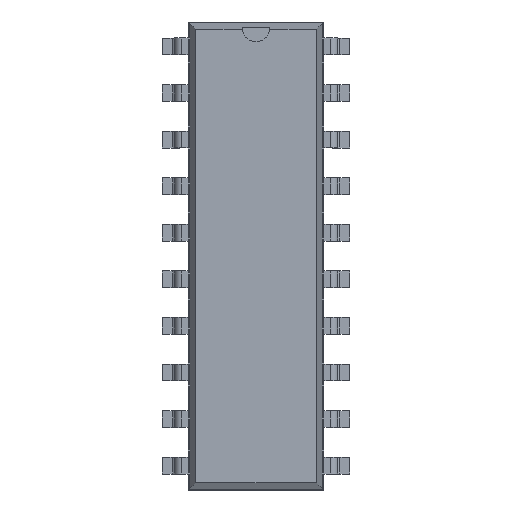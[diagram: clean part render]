
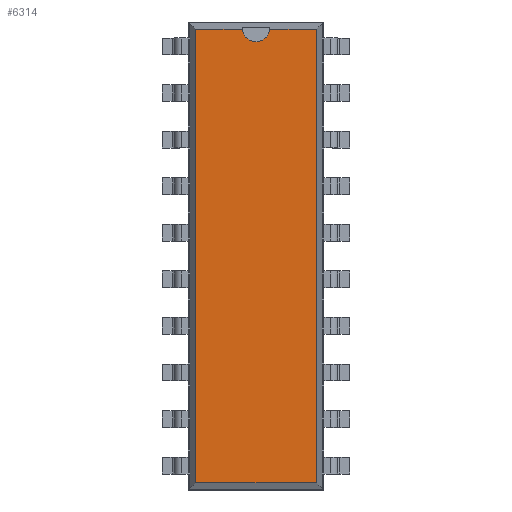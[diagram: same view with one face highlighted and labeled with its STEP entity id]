
A CAD part, top view. The second image highlights one B-rep face of the part: STEP entity #6314.
In plain terms, the highlighted planar face has unit normal (0, 0, 1).
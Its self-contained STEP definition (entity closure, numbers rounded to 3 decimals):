
#27=VECTOR('',#28,1.);
#28=DIRECTION('',(0.,1.,0.));
#34=VECTOR('',#35,1.);
#35=DIRECTION('',(-1.,0.,0.));
#41=VECTOR('',#42,1.);
#42=DIRECTION('',(0.,-1.,0.));
#46=VECTOR('',#47,1.);
#47=DIRECTION('',(1.,0.,0.));
#50=DIRECTION('',(0.,0.,-1.));
#1228=DIRECTION('',(0.,0.,-1.));
#4250=VERTEX_POINT('',#4251);
#4251=CARTESIAN_POINT('',(3.296,12.361,3.68));
#4253=ORIENTED_EDGE('',*,*,#4254,.F.);
#4254=EDGE_CURVE('',#4255,#4250,#4257,.T.);
#4255=VERTEX_POINT('',#4256);
#4256=CARTESIAN_POINT('',(3.296,-12.361,3.68));
#4257=LINE('',#4256,#27);
#5247=VERTEX_POINT('',#5248);
#5248=CARTESIAN_POINT('',(-3.296,12.361,3.68));
#5250=ORIENTED_EDGE('',*,*,#5251,.F.);
#5251=EDGE_CURVE('',#5252,#5247,#5254,.T.);
#5252=VERTEX_POINT('',#5253);
#5253=CARTESIAN_POINT('',(-0.746,12.361,3.68));
#5254=LINE('',#4251,#34);
#5273=VERTEX_POINT('',#5274);
#5274=CARTESIAN_POINT('',(0.746,12.361,3.68));
#5280=ORIENTED_EDGE('',*,*,#5281,.F.);
#5281=EDGE_CURVE('',#4250,#5273,#5254,.T.);
#5319=VERTEX_POINT('',#5320);
#5320=CARTESIAN_POINT('',(-3.296,-12.361,3.68));
#5322=ORIENTED_EDGE('',*,*,#5323,.F.);
#5323=EDGE_CURVE('',#5247,#5319,#5324,.T.);
#5324=LINE('',#5248,#41);
#6309=ORIENTED_EDGE('',*,*,#6310,.F.);
#6310=EDGE_CURVE('',#5319,#4255,#6311,.T.);
#6311=LINE('',#5320,#46);
#6314=ADVANCED_FACE('',(#6315),#6326,.F.);
#6315=FACE_BOUND('',#6316,.F.);
#6316=EDGE_LOOP('',(#4253,#6309,#5322,#5250,#6317,#6324,#5280));
#6317=ORIENTED_EDGE('',*,*,#6318,.F.);
#6318=EDGE_CURVE('',#6319,#5252,#6321,.T.);
#6319=VERTEX_POINT('',#6320);
#6320=CARTESIAN_POINT('',(0.,11.686,3.68));
#6321=CIRCLE('',#6322,0.75);
#6322=AXIS2_PLACEMENT_3D('',#6323,#1228,#42);
#6323=CARTESIAN_POINT('',(0.,12.436,3.68));
#6324=ORIENTED_EDGE('',*,*,#6325,.F.);
#6325=EDGE_CURVE('',#5273,#6319,#6321,.T.);
#6326=PLANE('',#6327);
#6327=AXIS2_PLACEMENT_3D('',#4256,#50,#6328);
#6328=DIRECTION('',(-0.258,0.966,0.));
